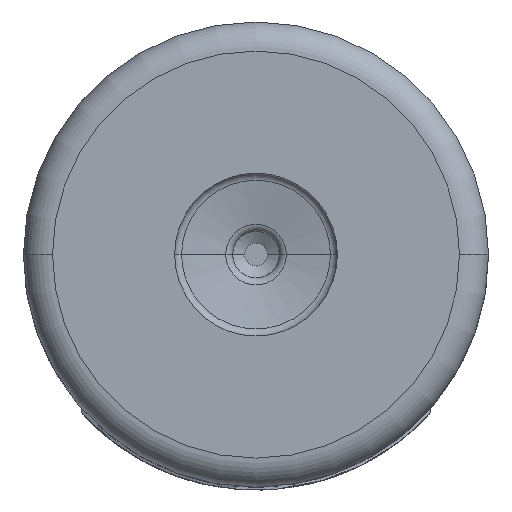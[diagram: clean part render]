
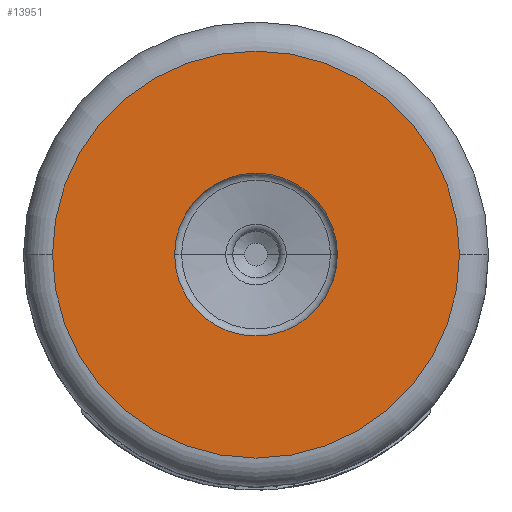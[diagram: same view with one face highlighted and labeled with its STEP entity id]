
A CAD part, front view. The second image highlights one B-rep face of the part: STEP entity #13951.
In plain terms, the highlighted planar face has unit normal (0, -1, 0).
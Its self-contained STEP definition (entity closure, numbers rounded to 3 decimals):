
#2019=CARTESIAN_POINT('',(0.,-4.,0.));
#2020=DIRECTION('',(0.,-1.,0.));
#2021=DIRECTION('',(1.,0.,0.));
#2022=AXIS2_PLACEMENT_3D('',#2019,#2020,#2021);
#2034=CARTESIAN_POINT('',(0.,-4.,0.));
#2035=DIRECTION('',(0.,-1.,0.));
#2036=DIRECTION('',(-1.,0.,0.));
#2037=AXIS2_PLACEMENT_3D('',#2034,#2035,#2036);
#2039=CARTESIAN_POINT('',(0.,-4.,0.));
#2040=DIRECTION('',(0.,-1.,0.));
#2041=DIRECTION('',(1.,0.,0.));
#2042=AXIS2_PLACEMENT_3D('',#2039,#2040,#2041);
#2044=CARTESIAN_POINT('',(0.,-4.,0.));
#2045=DIRECTION('',(0.,-1.,0.));
#2046=DIRECTION('',(-1.,0.,0.));
#2047=AXIS2_PLACEMENT_3D('',#2044,#2045,#2046);
#11841=CARTESIAN_POINT('',(-1.4,-4.,0.));
#11842=CARTESIAN_POINT('',(1.4,-4.,0.));
#11843=VERTEX_POINT('',#11841);
#11844=VERTEX_POINT('',#11842);
#11845=CARTESIAN_POINT('',(3.5,-4.,0.));
#11846=CARTESIAN_POINT('',(-3.5,-4.,0.));
#11847=VERTEX_POINT('',#11845);
#11848=VERTEX_POINT('',#11846);
#13935=CARTESIAN_POINT('',(0.,-4.,0.));
#13936=DIRECTION('',(0.,1.,0.));
#13937=DIRECTION('',(1.,0.,0.));
#13938=AXIS2_PLACEMENT_3D('',#13935,#13936,#13937);
#13939=PLANE('',#13938);
#13940=ORIENTED_EDGE('',*,*,#13925,.F.);
#13942=ORIENTED_EDGE('',*,*,#13941,.F.);
#13943=EDGE_LOOP('',(#13940,#13942));
#13944=FACE_OUTER_BOUND('',#13943,.F.);
#13946=ORIENTED_EDGE('',*,*,#13945,.T.);
#13948=ORIENTED_EDGE('',*,*,#13947,.T.);
#13949=EDGE_LOOP('',(#13946,#13948));
#13950=FACE_BOUND('',#13949,.F.);
#13951=ADVANCED_FACE('',(#13944,#13950),#13939,.F.);
#2023=CIRCLE('',#2022,3.5);
#2038=CIRCLE('',#2037,1.4);
#2043=CIRCLE('',#2042,1.4);
#2048=CIRCLE('',#2047,3.5);
#13925=EDGE_CURVE('',#11847,#11848,#2023,.T.);
#13941=EDGE_CURVE('',#11848,#11847,#2048,.T.);
#13945=EDGE_CURVE('',#11843,#11844,#2038,.T.);
#13947=EDGE_CURVE('',#11844,#11843,#2043,.T.);
